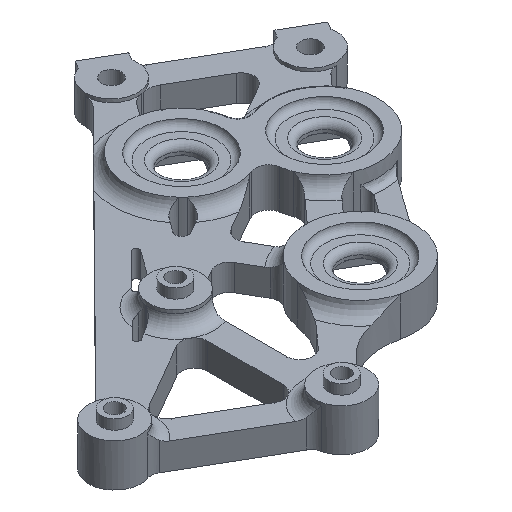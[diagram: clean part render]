
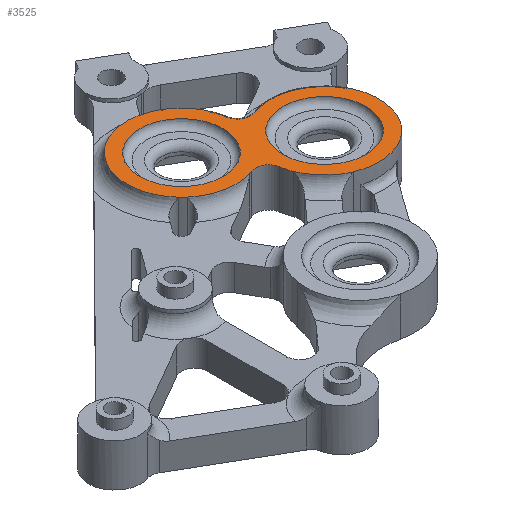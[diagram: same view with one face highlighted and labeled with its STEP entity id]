
A CAD part, isometric view. The second image highlights one B-rep face of the part: STEP entity #3525.
In plain terms, the highlighted planar face has unit normal (0, 0, 1).
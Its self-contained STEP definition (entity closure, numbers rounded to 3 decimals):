
#63=FACE_BOUND('',#522,.T.);
#64=FACE_BOUND('',#523,.T.);
#127=PLANE('',#3916);
#306=FACE_OUTER_BOUND('',#521,.T.);
#521=EDGE_LOOP('',(#3072,#3073,#3074,#3075,#3076,#3077,#3078,#3079,#3080,
#3081));
#522=EDGE_LOOP('',(#3082));
#523=EDGE_LOOP('',(#3083));
#670=CIRCLE('',#3706,8.35);
#706=CIRCLE('',#3779,8.35);
#707=CIRCLE('',#3785,8.35);
#708=CIRCLE('',#3787,2.);
#709=CIRCLE('',#3789,8.35);
#711=CIRCLE('',#3795,8.35);
#720=CIRCLE('',#3817,8.35);
#728=CIRCLE('',#3829,2.);
#729=CIRCLE('',#3833,8.35);
#730=CIRCLE('',#3835,8.35);
#748=CIRCLE('',#3887,6.35);
#761=CIRCLE('',#3917,6.35);
#1518=VERTEX_POINT('',#5570);
#1519=VERTEX_POINT('',#5572);
#1562=VERTEX_POINT('',#5779);
#1582=VERTEX_POINT('',#5926);
#1583=VERTEX_POINT('',#5943);
#1585=VERTEX_POINT('',#5974);
#1586=VERTEX_POINT('',#5978);
#1587=VERTEX_POINT('',#5982);
#1593=VERTEX_POINT('',#6027);
#1594=VERTEX_POINT('',#6029);
#1629=VERTEX_POINT('',#6291);
#1649=VERTEX_POINT('',#6364);
#1888=EDGE_CURVE('',#1519,#1518,#670,.T.);
#2000=EDGE_CURVE('',#1583,#1582,#706,.T.);
#2008=EDGE_CURVE('',#1562,#1585,#707,.T.);
#2010=EDGE_CURVE('',#1586,#1585,#708,.T.);
#2012=EDGE_CURVE('',#1586,#1587,#709,.T.);
#2022=EDGE_CURVE('',#1594,#1593,#711,.T.);
#2052=EDGE_CURVE('',#1587,#1519,#720,.T.);
#2060=EDGE_CURVE('',#1594,#1518,#728,.T.);
#2062=EDGE_CURVE('',#1582,#1562,#729,.T.);
#2063=EDGE_CURVE('',#1593,#1583,#730,.T.);
#2107=EDGE_CURVE('',#1629,#1629,#748,.T.);
#2143=EDGE_CURVE('',#1649,#1649,#761,.T.);
#3072=ORIENTED_EDGE('',*,*,#1888,.T.);
#3073=ORIENTED_EDGE('',*,*,#2060,.F.);
#3074=ORIENTED_EDGE('',*,*,#2022,.T.);
#3075=ORIENTED_EDGE('',*,*,#2063,.T.);
#3076=ORIENTED_EDGE('',*,*,#2000,.T.);
#3077=ORIENTED_EDGE('',*,*,#2062,.T.);
#3078=ORIENTED_EDGE('',*,*,#2008,.T.);
#3079=ORIENTED_EDGE('',*,*,#2010,.F.);
#3080=ORIENTED_EDGE('',*,*,#2012,.T.);
#3081=ORIENTED_EDGE('',*,*,#2052,.T.);
#3082=ORIENTED_EDGE('',*,*,#2107,.F.);
#3083=ORIENTED_EDGE('',*,*,#2143,.F.);
#3525=ADVANCED_FACE('',(#306,#63,#64),#127,.T.);
#3706=AXIS2_PLACEMENT_3D('',#5573,#4318,#4319);
#3779=AXIS2_PLACEMENT_3D('',#5945,#4517,#4518);
#3785=AXIS2_PLACEMENT_3D('',#5976,#4534,#4535);
#3787=AXIS2_PLACEMENT_3D('',#5980,#4539,#4540);
#3789=AXIS2_PLACEMENT_3D('',#5984,#4544,#4545);
#3795=AXIS2_PLACEMENT_3D('',#6030,#4561,#4562);
#3817=AXIS2_PLACEMENT_3D('',#6142,#4620,#4621);
#3829=AXIS2_PLACEMENT_3D('',#6171,#4644,#4645);
#3833=AXIS2_PLACEMENT_3D('',#6179,#4652,#4653);
#3835=AXIS2_PLACEMENT_3D('',#6181,#4656,#4657);
#3887=AXIS2_PLACEMENT_3D('',#6292,#4785,#4786);
#3916=AXIS2_PLACEMENT_3D('',#6363,#4866,#4867);
#3917=AXIS2_PLACEMENT_3D('',#6365,#4868,#4869);
#4318=DIRECTION('center_axis',(0.,0.,
1.));
#4319=DIRECTION('ref_axis',(-0.983,-0.186,0.));
#4517=DIRECTION('center_axis',(0.,0.,
1.));
#4518=DIRECTION('ref_axis',(-0.983,-0.186,0.));
#4534=DIRECTION('center_axis',(0.,0.,
1.));
#4535=DIRECTION('ref_axis',(-0.983,-0.186,0.));
#4539=DIRECTION('center_axis',(0.,0.,
1.));
#4540=DIRECTION('ref_axis',(0.5,0.866,0.));
#4544=DIRECTION('center_axis',(0.,0.,
1.));
#4545=DIRECTION('ref_axis',(-0.983,-0.186,0.));
#4561=DIRECTION('center_axis',(0.,0.,
1.));
#4562=DIRECTION('ref_axis',(-0.983,-0.186,0.));
#4620=DIRECTION('center_axis',(0.,0.,
1.));
#4621=DIRECTION('ref_axis',(-0.983,-0.186,0.));
#4644=DIRECTION('center_axis',(0.,0.,
1.));
#4645=DIRECTION('ref_axis',(-0.5,-0.866,0.));
#4652=DIRECTION('center_axis',(0.,0.,
1.));
#4653=DIRECTION('ref_axis',(-0.983,-0.186,0.));
#4656=DIRECTION('center_axis',(0.,0.,
1.));
#4657=DIRECTION('ref_axis',(-0.983,-0.186,0.));
#4785=DIRECTION('center_axis',(0.,0.,
1.));
#4786=DIRECTION('ref_axis',(1.,0.,0.));
#4866=DIRECTION('center_axis',(0.,0.,
1.));
#4867=DIRECTION('ref_axis',(-1.,0.,0.));
#4868=DIRECTION('center_axis',(0.,0.,
1.));
#4869=DIRECTION('ref_axis',(1.,0.,0.));
#5570=CARTESIAN_POINT('',(16.337,47.204,6.));
#5572=CARTESIAN_POINT('',(16.014,31.703,6.));
#5573=CARTESIAN_POINT('Origin',(19.277,39.389,6.));
#5779=CARTESIAN_POINT('',(7.824,39.392,6.));
#5926=CARTESIAN_POINT('',(0.002,41.036,6.));
#5943=CARTESIAN_POINT('',(-0.706,41.716,6.));
#5945=CARTESIAN_POINT('Origin',(5.421,47.389,6.));
#5974=CARTESIAN_POINT('',(8.361,39.574,6.));
#5976=CARTESIAN_POINT('Origin',(5.421,47.389,6.));
#5978=CARTESIAN_POINT('',(11.039,38.028,6.));
#5980=CARTESIAN_POINT('Origin',(9.066,37.702,6.));
#5982=CARTESIAN_POINT('',(11.504,36.339,6.));
#5984=CARTESIAN_POINT('Origin',(19.277,39.389,6.));
#6027=CARTESIAN_POINT('',(9.715,54.55,6.));
#6029=CARTESIAN_POINT('',(13.659,48.75,6.));
#6030=CARTESIAN_POINT('Origin',(5.421,47.389,6.));
#6142=CARTESIAN_POINT('Origin',(19.277,39.389,6.));
#6171=CARTESIAN_POINT('Origin',(15.632,49.076,6.));
#6179=CARTESIAN_POINT('Origin',(5.421,47.389,6.));
#6181=CARTESIAN_POINT('Origin',(5.421,47.389,6.));
#6291=CARTESIAN_POINT('',(12.927,39.389,6.));
#6292=CARTESIAN_POINT('Origin',(19.277,39.389,6.));
#6363=CARTESIAN_POINT('Origin',(5.421,47.389,6.));
#6364=CARTESIAN_POINT('',(-0.929,47.389,6.));
#6365=CARTESIAN_POINT('Origin',(5.421,47.389,6.));
